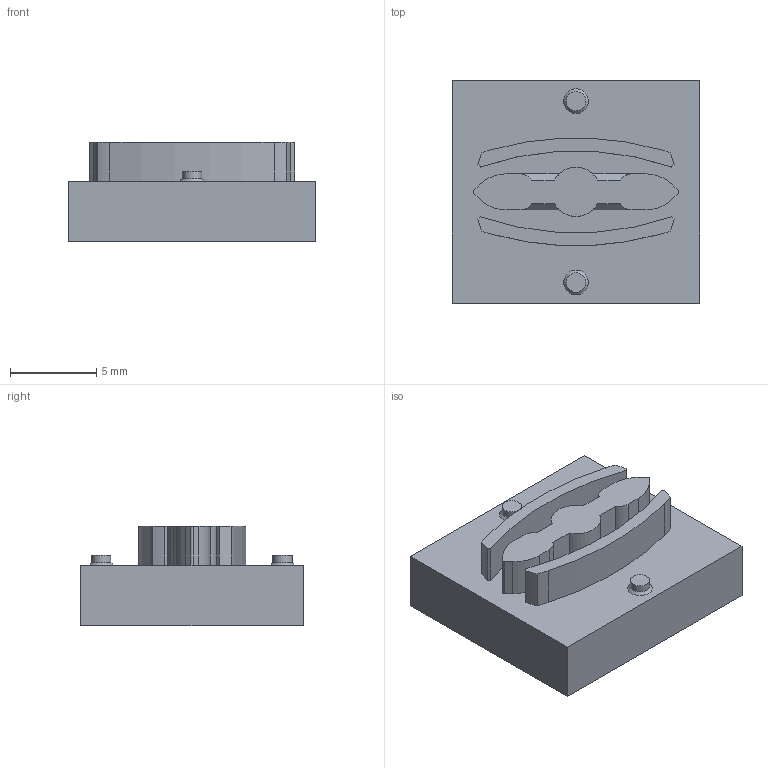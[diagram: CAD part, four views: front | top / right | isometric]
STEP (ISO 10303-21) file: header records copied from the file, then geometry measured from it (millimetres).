
FILE_DESCRIPTION(/* description */ (''),/* implementation_level */ '2;1');
FILE_NAME(/* name */ 'lock body_keyhole cutter v4.step',/* time_stamp */ '2022-03-17T18:11:52-04:00',/* author */ (''),/* organization */ (''),/* preprocessor_version */ 'ST-DEVELOPER v18.1',/* originating_system */ 'Autodesk Translation Framework v10.13.0.1454',/* authorisation */ '');
FILE_SCHEMA (('AUTOMOTIVE_DESIGN { 1 0 10303 214 3 1 1 }'));
Length unit declared in the file: millimetre
Products named in the file (1): lock body_keyhole cutter
Bounding box: 14.32 x 12.87 x 5.75 mm (x, y, z)
Volume: 732.7 mm3; surface area: 730.3 mm2
Topology: 1 solids, 1 shells, 59 faces, 156 edges, 104 vertices
Faces by surface type: plane 31, cylinder 26, cone 2
Full cylindrical faces by diameter (mm): 1.125 x2
Entity records: 1887 total; most frequent: DIRECTION 340, CARTESIAN_POINT 320, ORIENTED_EDGE 312, EDGE_CURVE 156, AXIS2_PLACEMENT_3D 124, VERTEX_POINT 104, LINE 92, VECTOR 92
